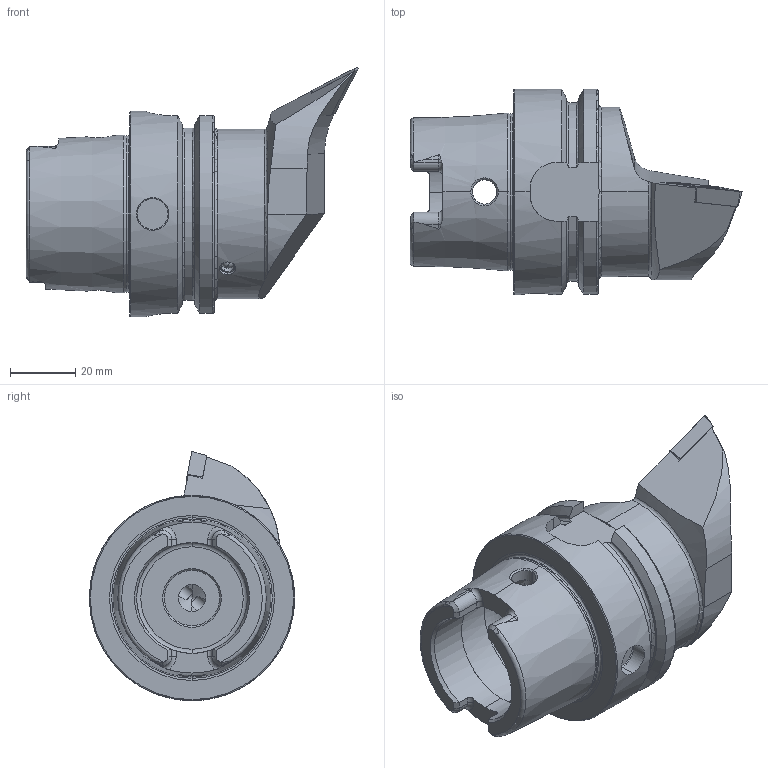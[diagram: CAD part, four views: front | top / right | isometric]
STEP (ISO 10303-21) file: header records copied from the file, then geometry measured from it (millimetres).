
FILE_DESCRIPTION (( 'STEP AP214' ), '1' );
FILE_NAME ('HA6-KVB.LPA.070.STEP', '2015-02-16T09:53:21', ( 'SWIAdmin' ), ( 'Hewlett-Packard Company' ), 'SwSTEP 2.0', 'SolidWorks 2012', '' );
FILE_SCHEMA (( 'AUTOMOTIVE_DESIGN' ));
Length unit declared in the file: millimetre
Products named in the file (5): KVT_MB_600_050; VCMT160404; WCB-ER2.001.009_A; HA6-KVB.LPA.070_C; HA6-KVB.LPA.070
Assembly tree (4 placements, depth 2):
  HA6-KVB.LPA.070
    HA6-KVB.LPA.070_C
    WCB-ER2.001.009_A
    VCMT160404
    KVT_MB_600_050
Bounding box: 101.91 x 63 x 76.52 mm (x, y, z)
Volume: 129680.7 mm3; surface area: 29198.3 mm2
Topology: 5 solids, 5 shells, 316 faces, 819 edges, 502 vertices
Faces by surface type: cylinder 89, plane 84, cone 80, torus 39, bspline 20, sphere 4
Entity records: 12765 total; most frequent: CARTESIAN_POINT 4121, ORIENTED_EDGE 1604, DIRECTION 1434, EDGE_CURVE 802, AXIS2_PLACEMENT_3D 573, VERTEX_POINT 499, EDGE_LOOP 329, FACE_OUTER_BOUND 316
